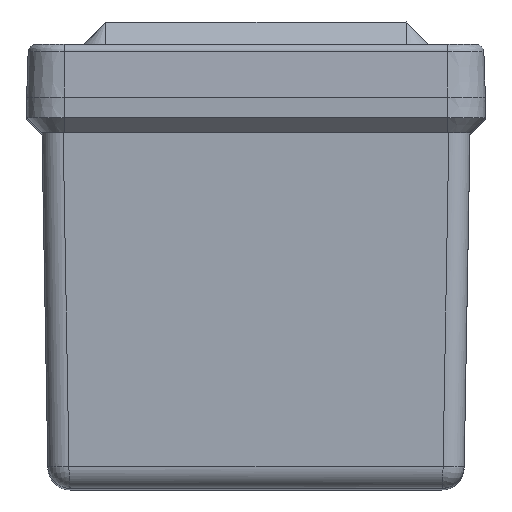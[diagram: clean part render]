
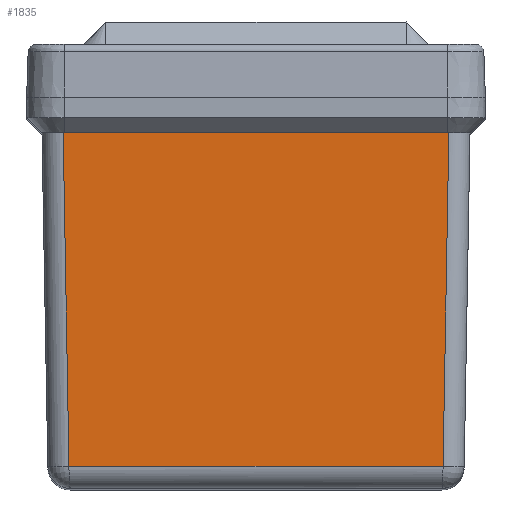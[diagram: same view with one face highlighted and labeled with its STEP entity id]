
A CAD part, top view. The second image highlights one B-rep face of the part: STEP entity #1835.
In plain terms, the highlighted planar face has unit normal (0, -0.018, 1).
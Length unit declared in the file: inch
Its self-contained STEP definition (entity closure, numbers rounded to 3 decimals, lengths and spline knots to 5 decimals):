
#215 = DIRECTION ( 'NONE',  ( -1., 0., 0. ) ) ;
#1835 = ADVANCED_FACE ( 'NONE', ( #18502 ), #3747, .T. ) ;
#2144 = VERTEX_POINT ( 'NONE', #3794 ) ;
#2600 = VECTOR ( 'NONE', #19263, 39.37008 ) ;
#3345 = LINE ( 'NONE', #19500, #16095 ) ;
#3653 = LINE ( 'NONE', #14257, #2600 ) ;
#3659 = EDGE_CURVE ( 'NONE', #2144, #11421, #16506, .T. ) ;
#3747 = PLANE ( 'NONE',  #21309 ) ;
#3794 = CARTESIAN_POINT ( 'NONE',  ( -1.60237, 2.9525, 4.30949 ) ) ;
#4603 = DIRECTION ( 'NONE',  ( 0.017, 1., 0.017 ) ) ;
#4762 = EDGE_CURVE ( 'NONE', #17120, #11421, #3653, .T. ) ;
#4835 = ORIENTED_EDGE ( 'NONE', *, *, #4762, .F. ) ;
#4930 = EDGE_LOOP ( 'NONE', ( #11098, #5067, #4835, #7228, #12782, #4983 ) ) ;
#4983 = ORIENTED_EDGE ( 'NONE', *, *, #12661, .T. ) ;
#5067 = ORIENTED_EDGE ( 'NONE', *, *, #3659, .T. ) ;
#5336 = CARTESIAN_POINT ( 'NONE',  ( 1.55405, 0.18423, 4.26117 ) ) ;
#6765 = CARTESIAN_POINT ( 'NONE',  ( 0., 2.9525, 4.30949 ) ) ;
#6848 = EDGE_CURVE ( 'NONE', #17294, #18741, #14252, .T. ) ;
#7194 = DIRECTION ( 'NONE',  ( 0., -0.017, 1. ) ) ;
#7228 = ORIENTED_EDGE ( 'NONE', *, *, #11469, .T. ) ;
#10084 = CARTESIAN_POINT ( 'NONE',  ( 1.60237, 2.9525, 4.30949 ) ) ;
#10839 = VECTOR ( 'NONE', #215, 39.37008 ) ;
#11098 = ORIENTED_EDGE ( 'NONE', *, *, #12926, .F. ) ;
#11146 = CARTESIAN_POINT ( 'NONE',  ( -1.59375, 2.9525, 4.30949 ) ) ;
#11421 = VERTEX_POINT ( 'NONE', #16016 ) ;
#11469 = EDGE_CURVE ( 'NONE', #17120, #18741, #3345, .T. ) ;
#11585 = DIRECTION ( 'NONE',  ( 0.017, -1., -0.017 ) ) ;
#12661 = EDGE_CURVE ( 'NONE', #17294, #20472, #18345, .T. ) ;
#12782 = ORIENTED_EDGE ( 'NONE', *, *, #6848, .F. ) ;
#12926 = EDGE_CURVE ( 'NONE', #2144, #20472, #13674, .T. ) ;
#13674 = LINE ( 'NONE', #19790, #14952 ) ;
#14252 = LINE ( 'NONE', #6765, #16315 ) ;
#14257 = CARTESIAN_POINT ( 'NONE',  ( 0.79688, 0.18423, 4.26117 ) ) ;
#14952 = VECTOR ( 'NONE', #16590, 39.37008 ) ;
#15389 = CARTESIAN_POINT ( 'NONE',  ( 1.59375, 2.9525, 4.30949 ) ) ;
#15561 = CARTESIAN_POINT ( 'NONE',  ( 1.59375, 2.9525, 4.30949 ) ) ;
#15986 = VECTOR ( 'NONE', #11585, 39.37008 ) ;
#16016 = CARTESIAN_POINT ( 'NONE',  ( -1.55405, 0.18423, 4.26117 ) ) ;
#16095 = VECTOR ( 'NONE', #4603, 39.37008 ) ;
#16315 = VECTOR ( 'NONE', #16868, 39.37008 ) ;
#16506 = LINE ( 'NONE', #18243, #15986 ) ;
#16590 = DIRECTION ( 'NONE',  ( 1., 0., 0. ) ) ;
#16868 = DIRECTION ( 'NONE',  ( 1., 0., 0. ) ) ;
#16951 = CARTESIAN_POINT ( 'NONE',  ( 1.59375, 2.9525, 4.30949 ) ) ;
#17120 = VERTEX_POINT ( 'NONE', #5336 ) ;
#17294 = VERTEX_POINT ( 'NONE', #15561 ) ;
#18243 = CARTESIAN_POINT ( 'NONE',  ( -1.60237, 2.9525, 4.30949 ) ) ;
#18345 = LINE ( 'NONE', #16951, #10839 ) ;
#18502 = FACE_OUTER_BOUND ( 'NONE', #4930, .T. ) ;
#18741 = VERTEX_POINT ( 'NONE', #10084 ) ;
#18803 = DIRECTION ( 'NONE',  ( 0., -1., -0.017 ) ) ;
#19263 = DIRECTION ( 'NONE',  ( -1., 0., 0. ) ) ;
#19500 = CARTESIAN_POINT ( 'NONE',  ( 1.55405, 0.18423, 4.26117 ) ) ;
#19790 = CARTESIAN_POINT ( 'NONE',  ( 0., 2.9525, 4.30949 ) ) ;
#20472 = VERTEX_POINT ( 'NONE', #11146 ) ;
#21309 = AXIS2_PLACEMENT_3D ( 'NONE', #15389, #7194, #18803 ) ;
